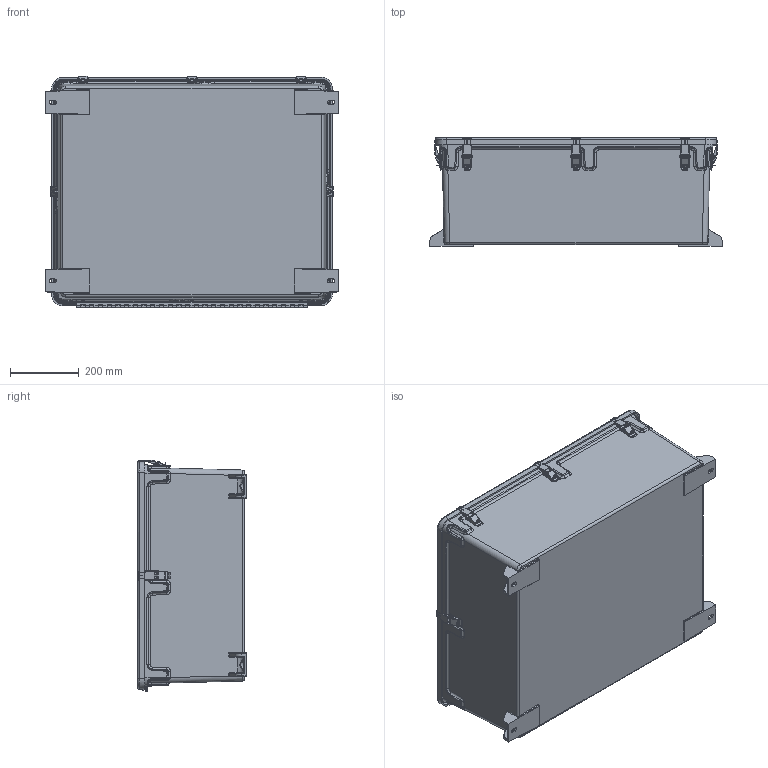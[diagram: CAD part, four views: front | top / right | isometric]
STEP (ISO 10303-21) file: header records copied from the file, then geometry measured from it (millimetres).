
FILE_DESCRIPTION (( 'STEP AP214' ), '1' );
FILE_NAME ('M3024HPL.STEP', '2019-07-09T22:09:44', ( '' ), ( '' ), 'SwSTEP 2.0', 'SolidWorks 2018', '' );
FILE_SCHEMA (( 'AUTOMOTIVE_DESIGN' ));
Length unit declared in the file: inch
Products named in the file (1): M3024HPL
Bounding box: 852.32 x 316.28 x 674.6 mm (x, y, z)
Volume: 10018301 mm3; surface area: 4124432.3 mm2
Topology: 42 solids, 42 shells, 3922 faces, 9744 edges, 5880 vertices
Faces by surface type: cylinder 1428, bspline 1246, plane 1158, cone 90
Full cylindrical faces by diameter (mm): 2.54 x6, 3.048 x28, 3.175 x26, 3.429 x45, 4.699 x6, 4.762 x2, 4.763 x4, 4.953 x12, 4.978 x12, 7.62 x10, 7.849 x4, 9.068 x6, 9.525 x11, 12.7 x4
Entity records: 176551 total; most frequent: CARTESIAN_POINT 93458, ORIENTED_EDGE 18698, DIRECTION 14542, EDGE_CURVE 9349, VERTEX_POINT 5821, AXIS2_PLACEMENT_3D 5271, EDGE_LOOP 4516, FACE_OUTER_BOUND 4130
